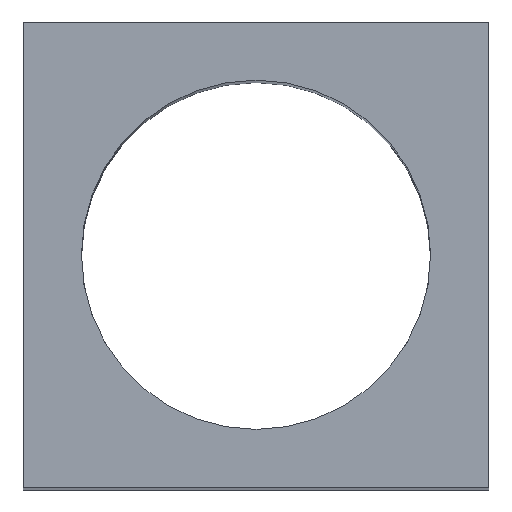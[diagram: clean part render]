
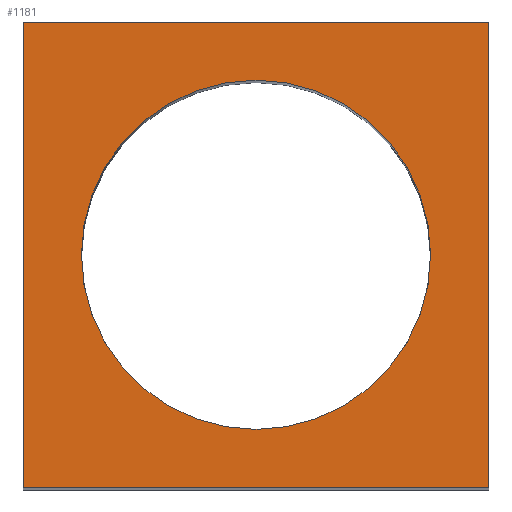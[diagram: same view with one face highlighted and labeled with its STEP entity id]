
A CAD part, top view. The second image highlights one B-rep face of the part: STEP entity #1181.
In plain terms, the highlighted planar face has unit normal (0, 0, 1).
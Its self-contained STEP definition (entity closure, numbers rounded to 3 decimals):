
#3 = VERTEX_POINT ( 'NONE', #1040 ) ;
#45 = ORIENTED_EDGE ( 'NONE', *, *, #534, .T. ) ;
#85 = VERTEX_POINT ( 'NONE', #971 ) ;
#87 = VERTEX_POINT ( 'NONE', #1059 ) ;
#111 = FACE_OUTER_BOUND ( 'NONE', #333, .T. ) ;
#129 = LINE ( 'NONE', #870, #172 ) ;
#150 = FACE_BOUND ( 'NONE', #325, .T. ) ;
#155 = CIRCLE ( 'NONE', #492, 7.5 ) ;
#167 = LINE ( 'NONE', #1015, #168 ) ;
#168 = VECTOR ( 'NONE', #700, 1000. ) ;
#172 = VECTOR ( 'NONE', #859, 1000. ) ;
#188 = ORIENTED_EDGE ( 'NONE', *, *, #472, .F. ) ;
#224 = ORIENTED_EDGE ( 'NONE', *, *, #453, .T. ) ;
#254 = CIRCLE ( 'NONE', #452, 7.5 ) ;
#262 = VECTOR ( 'NONE', #986, 1000. ) ;
#265 = LINE ( 'NONE', #835, #262 ) ;
#278 = VECTOR ( 'NONE', #912, 1000. ) ;
#281 = LINE ( 'NONE', #998, #278 ) ;
#325 = EDGE_LOOP ( 'NONE', ( #188, #349 ) ) ;
#333 = EDGE_LOOP ( 'NONE', ( #224, #343, #366, #45 ) ) ;
#343 = ORIENTED_EDGE ( 'NONE', *, *, #439, .T. ) ;
#349 = ORIENTED_EDGE ( 'NONE', *, *, #493, .F. ) ;
#366 = ORIENTED_EDGE ( 'NONE', *, *, #539, .T. ) ;
#384 = VERTEX_POINT ( 'NONE', #1047 ) ;
#386 = VERTEX_POINT ( 'NONE', #892 ) ;
#387 = VERTEX_POINT ( 'NONE', #734 ) ;
#434 = AXIS2_PLACEMENT_3D ( 'NONE', #1119, #1107, #1132 ) ;
#439 = EDGE_CURVE ( 'NONE', #384, #386, #281, .T. ) ;
#452 = AXIS2_PLACEMENT_3D ( 'NONE', #593, #1043, #603 ) ;
#453 = EDGE_CURVE ( 'NONE', #3, #384, #265, .T. ) ;
#472 = EDGE_CURVE ( 'NONE', #387, #85, #254, .T. ) ;
#492 = AXIS2_PLACEMENT_3D ( 'NONE', #662, #759, #901 ) ;
#493 = EDGE_CURVE ( 'NONE', #85, #387, #155, .T. ) ;
#534 = EDGE_CURVE ( 'NONE', #87, #3, #167, .T. ) ;
#539 = EDGE_CURVE ( 'NONE', #386, #87, #129, .T. ) ;
#593 = CARTESIAN_POINT ( 'NONE',  ( 10., 10., 60. ) ) ;
#603 = DIRECTION ( 'NONE',  ( 1., 0., 0. ) ) ;
#662 = CARTESIAN_POINT ( 'NONE',  ( 10., 10., 60. ) ) ;
#700 = DIRECTION ( 'NONE',  ( -1., 0., 0. ) ) ;
#734 = CARTESIAN_POINT ( 'NONE',  ( 2.5, 10., 60. ) ) ;
#759 = DIRECTION ( 'NONE',  ( 0., 0., 1. ) ) ;
#835 = CARTESIAN_POINT ( 'NONE',  ( 0., 0., 60. ) ) ;
#859 = DIRECTION ( 'NONE',  ( 0., 1., 0. ) ) ;
#870 = CARTESIAN_POINT ( 'NONE',  ( 20., 0., 60. ) ) ;
#892 = CARTESIAN_POINT ( 'NONE',  ( 20., 0., 60. ) ) ;
#901 = DIRECTION ( 'NONE',  ( 1., 0., 0. ) ) ;
#912 = DIRECTION ( 'NONE',  ( 1., 0., 0. ) ) ;
#971 = CARTESIAN_POINT ( 'NONE',  ( 17.5, 10., 60. ) ) ;
#986 = DIRECTION ( 'NONE',  ( 0., -1., 0. ) ) ;
#998 = CARTESIAN_POINT ( 'NONE',  ( 0., 0., 60. ) ) ;
#1015 = CARTESIAN_POINT ( 'NONE',  ( 0., 20., 60. ) ) ;
#1040 = CARTESIAN_POINT ( 'NONE',  ( 0., 20., 60. ) ) ;
#1043 = DIRECTION ( 'NONE',  ( 0., 0., 1. ) ) ;
#1047 = CARTESIAN_POINT ( 'NONE',  ( 0., 0., 60. ) ) ;
#1059 = CARTESIAN_POINT ( 'NONE',  ( 20., 20., 60. ) ) ;
#1107 = DIRECTION ( 'NONE',  ( 0., 0., -1. ) ) ;
#1111 = PLANE ( 'NONE',  #434 ) ;
#1119 = CARTESIAN_POINT ( 'NONE',  ( 0., 0., 60. ) ) ;
#1132 = DIRECTION ( 'NONE',  ( -1., 0., 0. ) ) ;
#1181 = ADVANCED_FACE ( 'NONE', ( #111, #150 ), #1111, .F. ) ;
